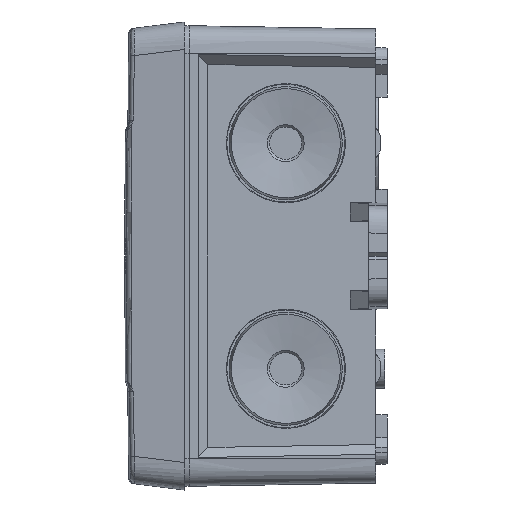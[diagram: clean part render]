
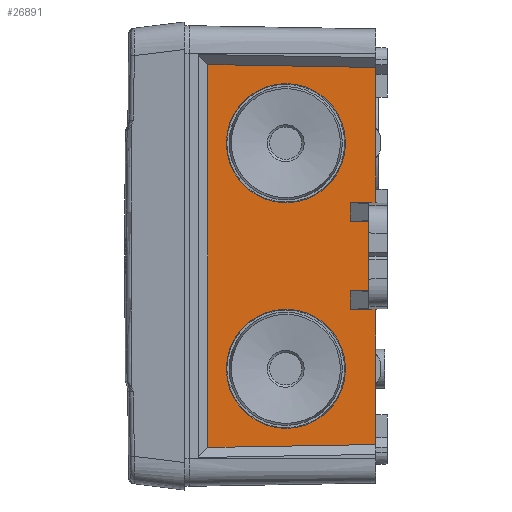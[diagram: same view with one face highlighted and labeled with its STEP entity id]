
A CAD part, left-side view. The second image highlights one B-rep face of the part: STEP entity #26891.
In plain terms, the highlighted planar face has unit normal (-1, -0.018, 0).
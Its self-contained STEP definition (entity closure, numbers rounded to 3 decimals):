
#7107=CIRCLE('',#28830,12.933);
#7108=CIRCLE('',#28831,12.933);
#12021=ORIENTED_EDGE('',*,*,#14305,.T.);
#12022=ORIENTED_EDGE('',*,*,#14303,.F.);
#12023=ORIENTED_EDGE('',*,*,#15956,.F.);
#12024=ORIENTED_EDGE('',*,*,#14339,.F.);
#12025=ORIENTED_EDGE('',*,*,#15957,.T.);
#12026=ORIENTED_EDGE('',*,*,#15958,.F.);
#12027=ORIENTED_EDGE('',*,*,#15959,.F.);
#12028=ORIENTED_EDGE('',*,*,#15960,.T.);
#12029=ORIENTED_EDGE('',*,*,#15961,.T.);
#12030=ORIENTED_EDGE('',*,*,#15962,.F.);
#12031=ORIENTED_EDGE('',*,*,#15963,.T.);
#12032=ORIENTED_EDGE('',*,*,#14335,.F.);
#12033=ORIENTED_EDGE('',*,*,#15964,.T.);
#12034=ORIENTED_EDGE('',*,*,#15965,.F.);
#14303=EDGE_CURVE('',#17162,#17163,#19008,.T.);
#14305=EDGE_CURVE('',#17164,#17163,#19010,.T.);
#14335=EDGE_CURVE('',#17164,#17189,#19035,.T.);
#14339=EDGE_CURVE('',#17192,#17193,#19039,.T.);
#15956=EDGE_CURVE('',#17193,#17162,#20041,.T.);
#15957=EDGE_CURVE('',#17192,#18315,#20042,.T.);
#15958=EDGE_CURVE('',#18316,#18315,#20043,.T.);
#15959=EDGE_CURVE('',#18317,#18316,#20044,.T.);
#15960=EDGE_CURVE('',#18317,#18318,#20045,.T.);
#15961=EDGE_CURVE('',#18318,#18319,#20046,.T.);
#15962=EDGE_CURVE('',#18320,#18319,#20047,.T.);
#15963=EDGE_CURVE('',#18320,#17189,#20048,.T.);
#15964=EDGE_CURVE('',#18321,#18321,#7107,.T.);
#15965=EDGE_CURVE('',#18322,#18322,#7108,.T.);
#17162=VERTEX_POINT('',#44228);
#17163=VERTEX_POINT('',#44230);
#17164=VERTEX_POINT('',#44234);
#17189=VERTEX_POINT('',#44374);
#17192=VERTEX_POINT('',#44380);
#17193=VERTEX_POINT('',#44382);
#18315=VERTEX_POINT('',#48972);
#18316=VERTEX_POINT('',#48974);
#18317=VERTEX_POINT('',#48976);
#18318=VERTEX_POINT('',#48978);
#18319=VERTEX_POINT('',#48980);
#18320=VERTEX_POINT('',#48982);
#18321=VERTEX_POINT('',#48985);
#18322=VERTEX_POINT('',#48987);
#19008=LINE('',#44229,#20781);
#19010=LINE('',#44233,#20783);
#19035=LINE('',#44373,#20808);
#19039=LINE('',#44381,#20812);
#20041=LINE('',#48969,#21814);
#20042=LINE('',#48971,#21815);
#20043=LINE('',#48973,#21816);
#20044=LINE('',#48975,#21817);
#20045=LINE('',#48977,#21818);
#20046=LINE('',#48979,#21819);
#20047=LINE('',#48981,#21820);
#20048=LINE('',#48983,#21821);
#20781=VECTOR('',#30487,1000.);
#20783=VECTOR('',#30491,1000.);
#20808=VECTOR('',#30522,1000.);
#20812=VECTOR('',#30526,1000.);
#21814=VECTOR('',#33806,1000.);
#21815=VECTOR('',#33809,1000.);
#21816=VECTOR('',#33810,1000.);
#21817=VECTOR('',#33811,1000.);
#21818=VECTOR('',#33812,1000.);
#21819=VECTOR('',#33813,1000.);
#21820=VECTOR('',#33814,1000.);
#21821=VECTOR('',#33815,1000.);
#23406=EDGE_LOOP('',(#12021,#12022,#12023,#12024,#12025,#12026,#12027,#12028,
#12029,#12030,#12031,#12032));
#23407=EDGE_LOOP('',(#12033));
#23408=EDGE_LOOP('',(#12034));
#24903=FACE_BOUND('',#23406,.T.);
#24904=FACE_BOUND('',#23407,.T.);
#24905=FACE_BOUND('',#23408,.T.);
#25720=PLANE('',#28829);
#26891=ADVANCED_FACE('',(#24903,#24904,#24905),#25720,.T.);
#28829=AXIS2_PLACEMENT_3D('',#48970,#33807,#33808);
#28830=AXIS2_PLACEMENT_3D('',#48984,#33816,#33817);
#28831=AXIS2_PLACEMENT_3D('',#48986,#33818,#33819);
#30487=DIRECTION('',(0.,0.,1.));
#30491=DIRECTION('',(-0.017,1.,0.017));
#30522=DIRECTION('',(0.,0.,-1.));
#30526=DIRECTION('',(0.,0.,-1.));
#33806=DIRECTION('',(-0.017,1.,-0.017));
#33807=DIRECTION('',(-1.,-0.017,0.));
#33808=DIRECTION('',(0.,0.,1.));
#33809=DIRECTION('',(-0.017,0.999,-0.034));
#33810=DIRECTION('',(0.,0.,-1.));
#33811=DIRECTION('',(-0.017,1.,-0.001));
#33812=DIRECTION('',(0.,0.,1.));
#33813=DIRECTION('',(-0.017,1.,0.001));
#33814=DIRECTION('',(0.,0.,-1.));
#33815=DIRECTION('',(0.017,-0.999,-0.034));
#33816=DIRECTION('',(1.,0.017,0.));
#33817=DIRECTION('',(0.017,-1.,0.));
#33818=DIRECTION('',(-1.,-0.017,0.));
#33819=DIRECTION('',(0.017,-1.,0.));
#44228=CARTESIAN_POINT('',(-47.789,35.939,-41.567));
#44229=CARTESIAN_POINT('',(-47.789,35.939,-41.567));
#44230=CARTESIAN_POINT('',(-47.789,35.939,41.567));
#44233=CARTESIAN_POINT('',(-47.153,-0.5,40.931));
#44234=CARTESIAN_POINT('',(-47.153,-0.5,40.931));
#44373=CARTESIAN_POINT('',(-47.153,-0.5,40.931));
#44374=CARTESIAN_POINT('',(-47.153,-0.5,11.477));
#44380=CARTESIAN_POINT('',(-47.153,-0.5,-11.477));
#44381=CARTESIAN_POINT('',(-47.153,-0.5,-11.477));
#44382=CARTESIAN_POINT('',(-47.153,-0.5,-40.931));
#48969=CARTESIAN_POINT('',(-47.108,-3.103,-40.885));
#48970=CARTESIAN_POINT('',(-48.,48.,-50.2));
#48971=CARTESIAN_POINT('',(-47.153,-0.5,-11.477));
#48972=CARTESIAN_POINT('',(-47.249,5.,-11.666));
#48973=CARTESIAN_POINT('',(-47.249,5.,-7.474));
#48974=CARTESIAN_POINT('',(-47.249,5.,-7.474));
#48975=CARTESIAN_POINT('',(-47.18,1.,-7.471));
#48976=CARTESIAN_POINT('',(-47.18,1.,-7.471));
#48977=CARTESIAN_POINT('',(-47.18,1.,-7.471));
#48978=CARTESIAN_POINT('',(-47.18,1.,7.471));
#48979=CARTESIAN_POINT('',(-47.18,1.,7.471));
#48980=CARTESIAN_POINT('',(-47.249,5.,7.474));
#48981=CARTESIAN_POINT('',(-47.249,5.,11.666));
#48982=CARTESIAN_POINT('',(-47.249,5.,11.666));
#48983=CARTESIAN_POINT('',(-47.249,5.,11.666));
#48984=CARTESIAN_POINT('',(-47.494,19.,-24.5));
#48985=CARTESIAN_POINT('',(-47.268,6.069,-24.5));
#48986=CARTESIAN_POINT('',(-47.494,19.,24.5));
#48987=CARTESIAN_POINT('',(-47.268,6.069,24.5));
